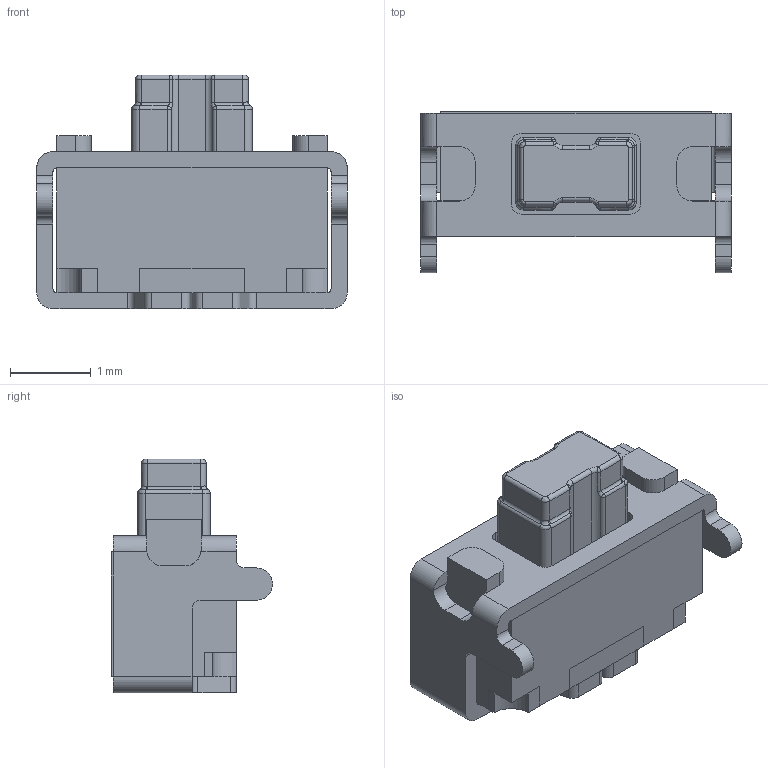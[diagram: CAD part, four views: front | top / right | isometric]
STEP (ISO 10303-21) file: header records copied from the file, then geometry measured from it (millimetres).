
FILE_DESCRIPTION(/* description */ (''),/* implementation_level */ '2;1');
FILE_NAME(/* name */ 'TL6340AF160Q.stp',/* time_stamp */ '2020-11-24T13:42:39-06:00',/* author */ ('mroman'),/* organization */ (''),/* preprocessor_version */ 'ST-DEVELOPER v18',/* originating_system */ 'Autodesk Inventor 2020',/* authorisation */ '');
FILE_SCHEMA (('AUTOMOTIVE_DESIGN { 1 0 10303 214 3 1 1 }'));
Length unit declared in the file: millimetre
Products named in the file (1): TL6340AF160Q
Bounding box: 3.85 x 2 x 2.9 mm (x, y, z)
Volume: 11.9 mm3; surface area: 48 mm2
Topology: 1 solids, 1 shells, 207 faces, 555 edges, 344 vertices
Faces by surface type: cylinder 88, plane 83, bspline 24, sphere 8, torus 4
Entity records: 6882 total; most frequent: CARTESIAN_POINT 1675, ORIENTED_EDGE 1110, DIRECTION 1075, EDGE_CURVE 555, AXIS2_PLACEMENT_3D 376, VERTEX_POINT 344, LINE 323, VECTOR 323
